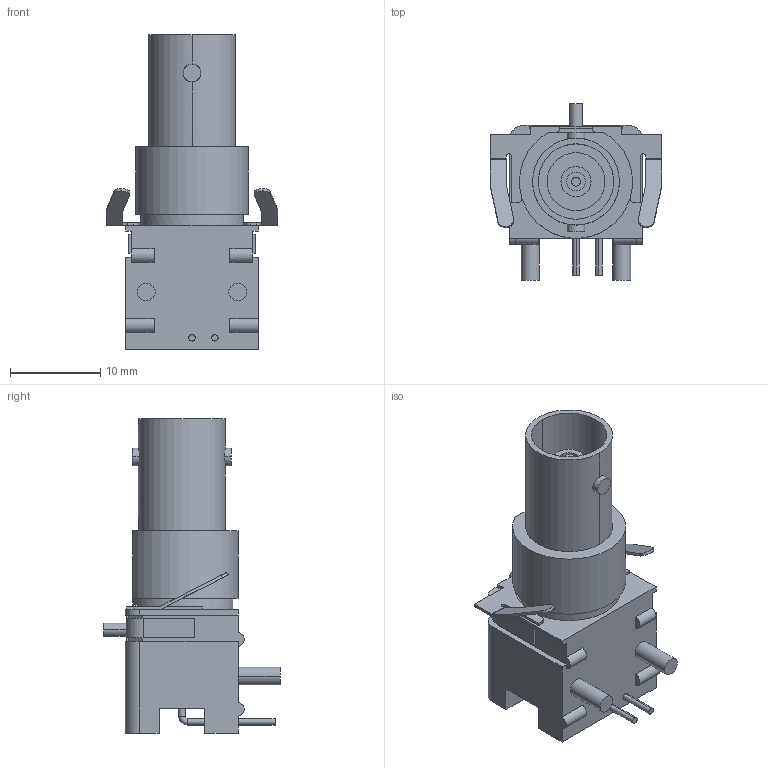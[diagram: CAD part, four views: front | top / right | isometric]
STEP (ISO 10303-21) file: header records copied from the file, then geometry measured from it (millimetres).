
FILE_DESCRIPTION((''),'2;1');
FILE_NAME('C-5414094-02-3','2007-09-01T',('workeradm'),('Tyco Electronics Corporation'),'PRO/ENGINEER BY PARAMETRIC TECHNOLOGY CORPORATION, 2005450','PRO/ENGINEER BY PARAMETRIC TECHNOLOGY CORPORATION, 2005450','');
FILE_SCHEMA(('CONFIG_CONTROL_DESIGN', 'GEOMETRIC_VALIDATION_PROPERTIES_MIM'));
Length unit declared in the file: millimetre
Products named in the file (1): C-5414094-02-3
Bounding box: 19.05 x 19.61 x 34.92 mm (x, y, z)
Volume: 3722.7 mm3; surface area: 2519 mm2
Topology: 1 solids, 1 shells, 180 faces, 481 edges, 312 vertices
Faces by surface type: plane 103, cylinder 67, torus 8, cone 2
Entity records: 5856 total; most frequent: CARTESIAN_POINT 1120, DIRECTION 968, ORIENTED_EDGE 962, EDGE_CURVE 481, AXIS2_PLACEMENT_3D 326, VECTOR 316, LINE 316, VERTEX_POINT 312
